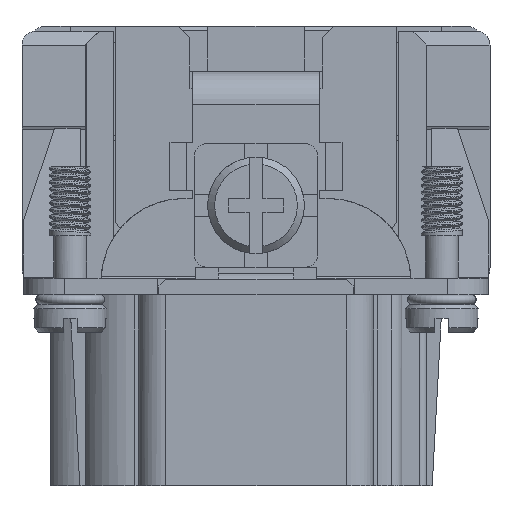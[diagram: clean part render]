
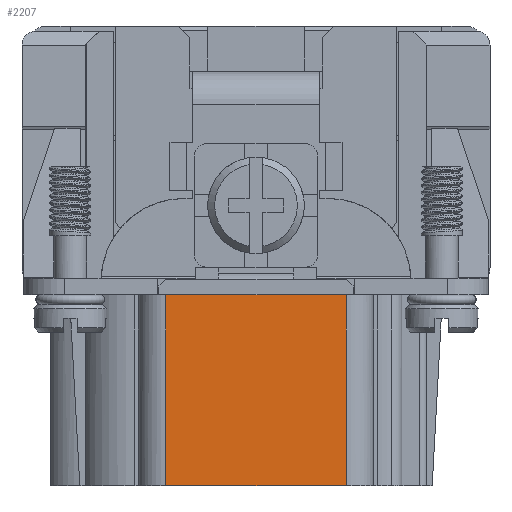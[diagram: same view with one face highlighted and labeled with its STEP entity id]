
A CAD part, left-side view. The second image highlights one B-rep face of the part: STEP entity #2207.
In plain terms, the highlighted planar face has unit normal (-1, 0, 0).
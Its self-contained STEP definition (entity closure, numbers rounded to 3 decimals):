
#867=PLANE('',#32072);
#2207=ADVANCED_FACE('',(#4017),#867,.T.);
#4017=FACE_OUTER_BOUND('',#5556,.T.);
#5556=EDGE_LOOP('',(#16995,#16996,#16997,#16998));
#6912=LINE('',#44850,#10192);
#7048=LINE('',#45267,#10328);
#8016=LINE('',#47906,#11296);
#8017=LINE('',#47909,#11297);
#10192=VECTOR('',#34286,1.);
#10328=VECTOR('',#34558,1.);
#11296=VECTOR('',#37038,1.);
#11297=VECTOR('',#37043,1.);
#16995=ORIENTED_EDGE('',*,*,#27651,.T.);
#16996=ORIENTED_EDGE('',*,*,#26181,.F.);
#16997=ORIENTED_EDGE('',*,*,#27649,.F.);
#16998=ORIENTED_EDGE('',*,*,#26369,.F.);
#23060=VERTEX_POINT('',#44816);
#23077=VERTEX_POINT('',#44849);
#23252=VERTEX_POINT('',#45266);
#23253=VERTEX_POINT('',#45268);
#26181=EDGE_CURVE('',#23077,#23060,#6912,.T.);
#26369=EDGE_CURVE('',#23252,#23253,#7048,.T.);
#27649=EDGE_CURVE('',#23253,#23077,#8016,.T.);
#27651=EDGE_CURVE('',#23252,#23060,#8017,.T.);
#32072=AXIS2_PLACEMENT_3D('',#47910,#37044,#37045);
#34286=DIRECTION('',(0.,-1.,0.));
#34558=DIRECTION('',(0.,1.,0.));
#37038=DIRECTION('',(0.,0.,1.));
#37043=DIRECTION('',(0.,0.,1.));
#37044=DIRECTION('',(-1.,0.,0.));
#37045=DIRECTION('',(0.,0.,1.));
#44816=CARTESIAN_POINT('',(-59.75,-6.55,13.85));
#44849=CARTESIAN_POINT('',(-59.75,6.55,13.85));
#44850=CARTESIAN_POINT('',(-59.75,0.,13.85));
#45266=CARTESIAN_POINT('',(-59.75,-6.55,0.));
#45267=CARTESIAN_POINT('',(-59.75,0.,0.));
#45268=CARTESIAN_POINT('',(-59.75,6.55,0.));
#47906=CARTESIAN_POINT('',(-59.75,6.55,0.2));
#47909=CARTESIAN_POINT('',(-59.75,-6.55,0.2));
#47910=CARTESIAN_POINT('',(-59.75,-8.55,0.));
